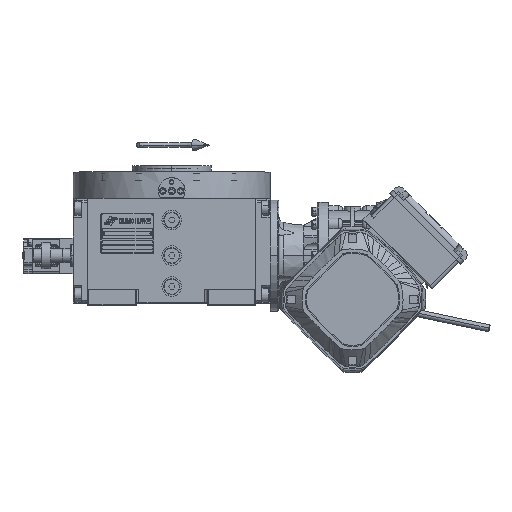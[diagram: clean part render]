
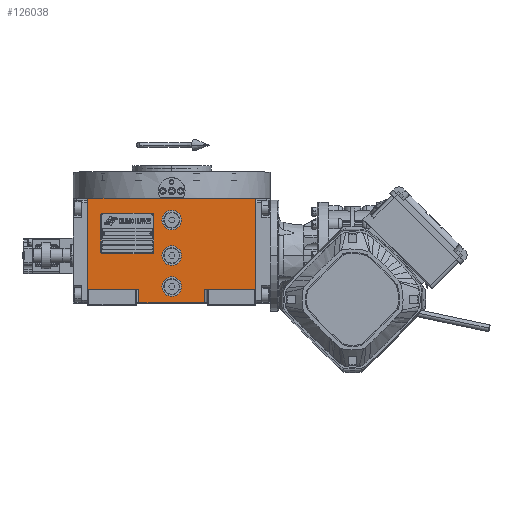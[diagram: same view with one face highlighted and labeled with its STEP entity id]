
A CAD part, top view. The second image highlights one B-rep face of the part: STEP entity #126038.
In plain terms, the highlighted planar face has unit normal (0, 0, 1).
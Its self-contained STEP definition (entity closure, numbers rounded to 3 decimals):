
#1553 = EDGE_CURVE ( 'NONE', #103200, #24143, #13376, .T. ) ;
#2954 = EDGE_CURVE ( 'NONE', #83320, #54023, #94888, .T. ) ;
#3973 = CARTESIAN_POINT ( 'NONE',  ( 11., 0., 163.5 ) ) ;
#5920 = AXIS2_PLACEMENT_3D ( 'NONE', #104929, #93333, #77949 ) ;
#7011 = VERTEX_POINT ( 'NONE', #138641 ) ;
#7672 = CARTESIAN_POINT ( 'NONE',  ( -37., -53.5, 163.5 ) ) ;
#8344 = VERTEX_POINT ( 'NONE', #3973 ) ;
#9246 = VERTEX_POINT ( 'NONE', #31233 ) ;
#12266 = CARTESIAN_POINT ( 'NONE',  ( 37., -38.5, 163.5 ) ) ;
#12836 = CARTESIAN_POINT ( 'NONE',  ( 0., -35., 163.5 ) ) ;
#13376 = CIRCLE ( 'NONE', #5920, 11. ) ;
#15255 = VECTOR ( 'NONE', #41231, 1000. ) ;
#15755 = ORIENTED_EDGE ( 'NONE', *, *, #1553, .F. ) ;
#17761 = CARTESIAN_POINT ( 'NONE',  ( -94.5, 64.5, 163.5 ) ) ;
#18885 = ORIENTED_EDGE ( 'NONE', *, *, #69631, .T. ) ;
#20181 = DIRECTION ( 'NONE',  ( 1., 0., 0. ) ) ;
#21556 = VERTEX_POINT ( 'NONE', #149273 ) ;
#23125 = CARTESIAN_POINT ( 'NONE',  ( -94.5, 64.5, 163.5 ) ) ;
#23765 = CIRCLE ( 'NONE', #115050, 11. ) ;
#24143 = VERTEX_POINT ( 'NONE', #43331 ) ;
#24683 = EDGE_CURVE ( 'NONE', #83320, #136682, #127507, .T. ) ;
#25140 = CARTESIAN_POINT ( 'NONE',  ( -37., -38.5, 163.5 ) ) ;
#25148 = PLANE ( 'NONE',  #70211 ) ;
#25855 = AXIS2_PLACEMENT_3D ( 'NONE', #107740, #120071, #76574 ) ;
#28466 = EDGE_LOOP ( 'NONE', ( #18885, #118627, #76359, #146112, #147917, #74985, #144548, #101121 ) ) ;
#30811 = CARTESIAN_POINT ( 'NONE',  ( -11., 40., 163.5 ) ) ;
#31233 = CARTESIAN_POINT ( 'NONE',  ( 11., -35., 163.5 ) ) ;
#33455 = EDGE_LOOP ( 'NONE', ( #67142, #15755 ) ) ;
#33549 = ORIENTED_EDGE ( 'NONE', *, *, #121664, .F. ) ;
#34582 = VECTOR ( 'NONE', #65002, 1000. ) ;
#37072 = LINE ( 'NONE', #142237, #47095 ) ;
#38927 = EDGE_CURVE ( 'NONE', #24143, #103200, #119690, .T. ) ;
#39885 = CARTESIAN_POINT ( 'NONE',  ( 37., -53.5, 163.5 ) ) ;
#40416 = EDGE_CURVE ( 'NONE', #134190, #141921, #113643, .T. ) ;
#41231 = DIRECTION ( 'NONE',  ( 0., 1., 0. ) ) ;
#42351 = CIRCLE ( 'NONE', #128772, 11. ) ;
#43331 = CARTESIAN_POINT ( 'NONE',  ( 11., 40., 163.5 ) ) ;
#43407 = VECTOR ( 'NONE', #60895, 1000. ) ;
#43430 = CARTESIAN_POINT ( 'NONE',  ( 0., 0., 163.5 ) ) ;
#44655 = ORIENTED_EDGE ( 'NONE', *, *, #91212, .F. ) ;
#45652 = DIRECTION ( 'NONE',  ( 0., 0., 1. ) ) ;
#47095 = VECTOR ( 'NONE', #97353, 1000. ) ;
#47773 = LINE ( 'NONE', #117353, #49400 ) ;
#48456 = DIRECTION ( 'NONE',  ( 0., 1., 0. ) ) ;
#49400 = VECTOR ( 'NONE', #118103, 1000. ) ;
#50341 = EDGE_CURVE ( 'NONE', #133006, #105438, #118759, .T. ) ;
#50728 = DIRECTION ( 'NONE',  ( 0., 0., 1. ) ) ;
#52844 = VERTEX_POINT ( 'NONE', #66152 ) ;
#53810 = AXIS2_PLACEMENT_3D ( 'NONE', #82135, #140866, #118416 ) ;
#54023 = VERTEX_POINT ( 'NONE', #39885 ) ;
#57269 = DIRECTION ( 'NONE',  ( -1., 0., 0. ) ) ;
#58428 = CARTESIAN_POINT ( 'NONE',  ( -94.5, -38.5, 163.5 ) ) ;
#60061 = CARTESIAN_POINT ( 'NONE',  ( -94.5, -38.5, 163.5 ) ) ;
#60895 = DIRECTION ( 'NONE',  ( 0., -1., 0. ) ) ;
#62880 = EDGE_LOOP ( 'NONE', ( #105775, #33549 ) ) ;
#64138 = EDGE_CURVE ( 'NONE', #133006, #141921, #37072, .T. ) ;
#65002 = DIRECTION ( 'NONE',  ( 0., 1., 0. ) ) ;
#66152 = CARTESIAN_POINT ( 'NONE',  ( -11., -35., 163.5 ) ) ;
#66982 = EDGE_CURVE ( 'NONE', #52844, #9246, #93306, .T. ) ;
#67142 = ORIENTED_EDGE ( 'NONE', *, *, #38927, .F. ) ;
#69631 = EDGE_CURVE ( 'NONE', #134190, #54023, #47773, .T. ) ;
#70211 = AXIS2_PLACEMENT_3D ( 'NONE', #140424, #83227, #131081 ) ;
#70371 = DIRECTION ( 'NONE',  ( 1., 0., 0. ) ) ;
#70424 = EDGE_LOOP ( 'NONE', ( #44655, #87776 ) ) ;
#74985 = ORIENTED_EDGE ( 'NONE', *, *, #50341, .F. ) ;
#76004 = EDGE_CURVE ( 'NONE', #105438, #21556, #108923, .T. ) ;
#76359 = ORIENTED_EDGE ( 'NONE', *, *, #24683, .T. ) ;
#76574 = DIRECTION ( 'NONE',  ( 1., 0., 0. ) ) ;
#77949 = DIRECTION ( 'NONE',  ( -1., 0., 0. ) ) ;
#82135 = CARTESIAN_POINT ( 'NONE',  ( 0., -35., 163.5 ) ) ;
#83227 = DIRECTION ( 'NONE',  ( 0., 0., 1. ) ) ;
#83320 = VERTEX_POINT ( 'NONE', #89866 ) ;
#87228 = CARTESIAN_POINT ( 'NONE',  ( 94.5, -38.5, 163.5 ) ) ;
#87776 = ORIENTED_EDGE ( 'NONE', *, *, #66982, .F. ) ;
#89866 = CARTESIAN_POINT ( 'NONE',  ( 37., -38.5, 163.5 ) ) ;
#90583 = DIRECTION ( 'NONE',  ( 0., 0., 1. ) ) ;
#91212 = EDGE_CURVE ( 'NONE', #9246, #52844, #145862, .T. ) ;
#92775 = EDGE_CURVE ( 'NONE', #136682, #21556, #123158, .T. ) ;
#93306 = CIRCLE ( 'NONE', #53810, 11. ) ;
#93333 = DIRECTION ( 'NONE',  ( 0., 0., 1. ) ) ;
#94786 = FACE_OUTER_BOUND ( 'NONE', #28466, .T. ) ;
#94888 = LINE ( 'NONE', #119575, #43407 ) ;
#97353 = DIRECTION ( 'NONE',  ( 1., 0., 0. ) ) ;
#101121 = ORIENTED_EDGE ( 'NONE', *, *, #40416, .F. ) ;
#103200 = VERTEX_POINT ( 'NONE', #30811 ) ;
#104871 = FACE_BOUND ( 'NONE', #62880, .T. ) ;
#104929 = CARTESIAN_POINT ( 'NONE',  ( 0., 40., 163.5 ) ) ;
#105438 = VERTEX_POINT ( 'NONE', #17761 ) ;
#105775 = ORIENTED_EDGE ( 'NONE', *, *, #133689, .F. ) ;
#107189 = DIRECTION ( 'NONE',  ( 1., 0., 0. ) ) ;
#107740 = CARTESIAN_POINT ( 'NONE',  ( 0., 40., 163.5 ) ) ;
#108055 = VECTOR ( 'NONE', #48456, 1000. ) ;
#108923 = LINE ( 'NONE', #23125, #149211 ) ;
#111191 = AXIS2_PLACEMENT_3D ( 'NONE', #12836, #50728, #107189 ) ;
#112362 = CARTESIAN_POINT ( 'NONE',  ( 94.5, -38.5, 163.5 ) ) ;
#113643 = LINE ( 'NONE', #7672, #34582 ) ;
#115050 = AXIS2_PLACEMENT_3D ( 'NONE', #43430, #90583, #20181 ) ;
#117222 = FACE_BOUND ( 'NONE', #33455, .T. ) ;
#117353 = CARTESIAN_POINT ( 'NONE',  ( -37., -53.5, 163.5 ) ) ;
#118103 = DIRECTION ( 'NONE',  ( 1., 0., 0. ) ) ;
#118416 = DIRECTION ( 'NONE',  ( -1., 0., 0. ) ) ;
#118627 = ORIENTED_EDGE ( 'NONE', *, *, #2954, .F. ) ;
#118759 = LINE ( 'NONE', #60061, #108055 ) ;
#119575 = CARTESIAN_POINT ( 'NONE',  ( 37., -38.5, 163.5 ) ) ;
#119690 = CIRCLE ( 'NONE', #25855, 11. ) ;
#120071 = DIRECTION ( 'NONE',  ( 0., 0., 1. ) ) ;
#121078 = VECTOR ( 'NONE', #149954, 1000. ) ;
#121664 = EDGE_CURVE ( 'NONE', #7011, #8344, #42351, .T. ) ;
#123158 = LINE ( 'NONE', #112362, #15255 ) ;
#126019 = CARTESIAN_POINT ( 'NONE',  ( 0., 0., 163.5 ) ) ;
#126038 = ADVANCED_FACE ( 'NONE', ( #104871, #152043, #117222, #94786 ), #25148, .T. ) ;
#127507 = LINE ( 'NONE', #12266, #121078 ) ;
#128772 = AXIS2_PLACEMENT_3D ( 'NONE', #126019, #45652, #57269 ) ;
#131081 = DIRECTION ( 'NONE',  ( 1., 0., 0. ) ) ;
#133006 = VERTEX_POINT ( 'NONE', #58428 ) ;
#133689 = EDGE_CURVE ( 'NONE', #8344, #7011, #23765, .T. ) ;
#134190 = VERTEX_POINT ( 'NONE', #137934 ) ;
#136682 = VERTEX_POINT ( 'NONE', #87228 ) ;
#137934 = CARTESIAN_POINT ( 'NONE',  ( -37., -53.5, 163.5 ) ) ;
#138641 = CARTESIAN_POINT ( 'NONE',  ( -11., 0., 163.5 ) ) ;
#140424 = CARTESIAN_POINT ( 'NONE',  ( -94.5, -53.5, 163.5 ) ) ;
#140866 = DIRECTION ( 'NONE',  ( 0., 0., 1. ) ) ;
#141921 = VERTEX_POINT ( 'NONE', #25140 ) ;
#142237 = CARTESIAN_POINT ( 'NONE',  ( -94.5, -38.5, 163.5 ) ) ;
#144548 = ORIENTED_EDGE ( 'NONE', *, *, #64138, .T. ) ;
#145862 = CIRCLE ( 'NONE', #111191, 11. ) ;
#146112 = ORIENTED_EDGE ( 'NONE', *, *, #92775, .T. ) ;
#147917 = ORIENTED_EDGE ( 'NONE', *, *, #76004, .F. ) ;
#149211 = VECTOR ( 'NONE', #70371, 1000. ) ;
#149273 = CARTESIAN_POINT ( 'NONE',  ( 94.5, 64.5, 163.5 ) ) ;
#149954 = DIRECTION ( 'NONE',  ( 1., 0., 0. ) ) ;
#152043 = FACE_BOUND ( 'NONE', #70424, .T. ) ;
